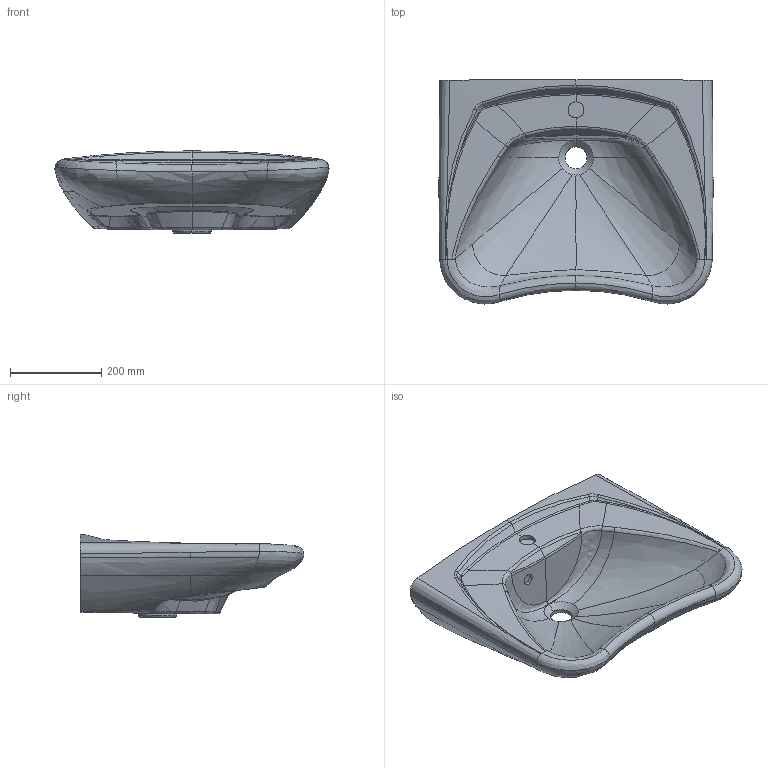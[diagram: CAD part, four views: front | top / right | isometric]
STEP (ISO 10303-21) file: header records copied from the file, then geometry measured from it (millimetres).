
FILE_DESCRIPTION(/* description */ (''),/* implementation_level */ '2;1');
FILE_NAME(/* name */ '711960_O.Novo_Vita.stp',/* time_stamp */ '2019-02-22T10:46:32+01:00',/* author */ (''),/* organization */ (''),/* preprocessor_version */ 'ST-DEVELOPER v16',/* originating_system */ 'SIEMENS PLM Software NX 10.0',/* authorisation */ '');
FILE_SCHEMA (('AUTOMOTIVE_DESIGN { 1 0 10303 214 3 1 1 1 }'));
Products named in the file (1): math3344186Cbmlw
Bounding box: 599.78 x 489.97 x 180.01 mm (x, y, z)
Volume: 15871852.6 mm3; surface area: 834389.5 mm2
Topology: 1 solids, 1 shells, 353 faces, 849 edges, 485 vertices
Faces by surface type: bspline 320, plane 14, cone 6, torus 6, cylinder 4, sphere 2, extrusion 1
Full cylindrical faces by diameter (mm): 35 x1, 48 x1
Entity records: 36347 total; most frequent: CARTESIAN_POINT 31349, ORIENTED_EDGE 1662, EDGE_CURVE 831, B_SPLINE_CURVE_WITH_KNOTS 550, VERTEX_POINT 484, EDGE_LOOP 359, ADVANCED_FACE 353, FACE_OUTER_BOUND 347
